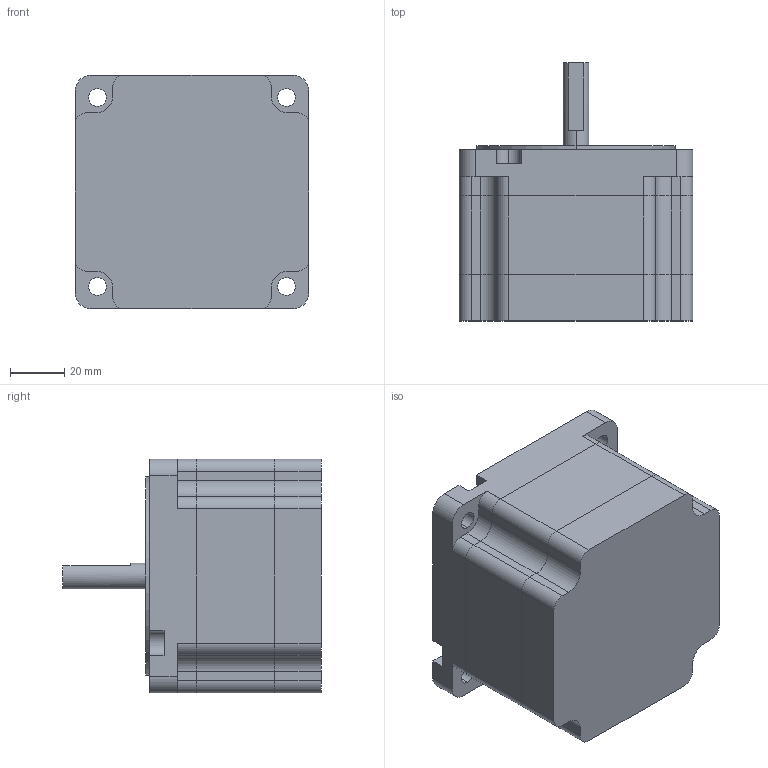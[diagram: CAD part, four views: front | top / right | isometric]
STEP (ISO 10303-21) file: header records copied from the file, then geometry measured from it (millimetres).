
FILE_DESCRIPTION (( 'STEP AP214' ), '1' );
FILE_NAME ('86A3S4（86HS64-D0932-002）.STEP', '2020-07-19T00:23:57', ( 'wimxt.com' ), ( 'wimxt.com' ), 'SwSTEP 2.0', 'SolidWorks 2014', '' );
FILE_SCHEMA (( 'AUTOMOTIVE_DESIGN' ));
Length unit declared in the file: millimetre
Products named in the file (4): 86A3S4傷裔; 86A3S4菁釱; 86A3隅赽; 86A3S4（86HS64-D0932-002）
Assembly tree (3 placements, depth 2):
  86A3S4（86HS64-D0932-002）
    86A3隅赽
    86A3S4菁釱
    86A3S4傷裔
Bounding box: 86 x 95 x 86 mm (x, y, z)
Volume: 249412.5 mm3; surface area: 70523.1 mm2
Topology: 3 solids, 4 shells, 173 faces, 463 edges, 309 vertices
Faces by surface type: cylinder 98, plane 75
Entity records: 5688 total; most frequent: DIRECTION 1016, CARTESIAN_POINT 957, ORIENTED_EDGE 926, EDGE_CURVE 463, AXIS2_PLACEMENT_3D 376, VERTEX_POINT 309, VECTOR 264, LINE 264
